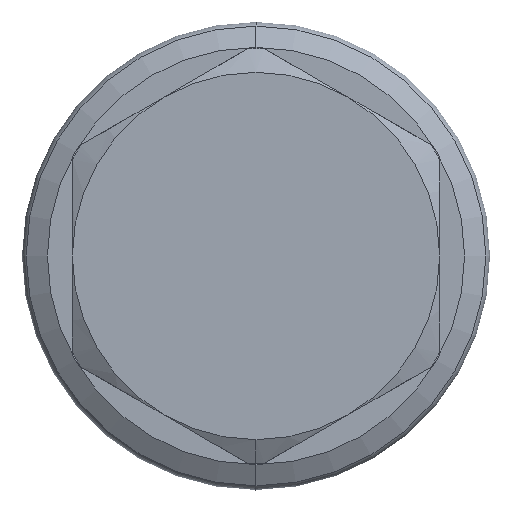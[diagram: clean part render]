
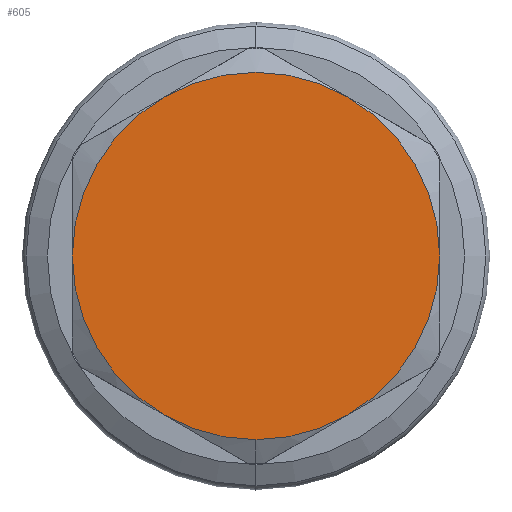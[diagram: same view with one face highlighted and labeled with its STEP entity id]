
A CAD part, left-side view. The second image highlights one B-rep face of the part: STEP entity #605.
In plain terms, the highlighted planar face has unit normal (-1, 0, 0).
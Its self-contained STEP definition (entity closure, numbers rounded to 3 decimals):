
#605 = ADVANCED_FACE ( 'NONE', ( #44472 ), #21953, .F. ) ;
#4291 = CARTESIAN_POINT ( 'NONE',  ( 0., 15.85, 0. ) ) ;
#4737 = ORIENTED_EDGE ( 'NONE', *, *, #40247, .T. ) ;
#4739 = ORIENTED_EDGE ( 'NONE', *, *, #39960, .T. ) ;
#4806 = ORIENTED_EDGE ( 'NONE', *, *, #39010, .T. ) ;
#4825 = ORIENTED_EDGE ( 'NONE', *, *, #40245, .T. ) ;
#4829 = ORIENTED_EDGE ( 'NONE', *, *, #40248, .T. ) ;
#5246 = ORIENTED_EDGE ( 'NONE', *, *, #39959, .T. ) ;
#12843 = EDGE_LOOP ( 'NONE', ( #45937, #4825, #4806, #4737, #4739, #5246, #4829 ) ) ;
#19857 = AXIS2_PLACEMENT_3D ( 'NONE', #29940, #29942, #29944 ) ;
#19868 = AXIS2_PLACEMENT_3D ( 'NONE', #29950, #29952, #29953 ) ;
#19891 = AXIS2_PLACEMENT_3D ( 'NONE', #29932, #29934, #29936 ) ;
#19895 = AXIS2_PLACEMENT_3D ( 'NONE', #37533, #37534, #37535 ) ;
#21945 = DIRECTION ( 'NONE',  ( 0., 0., -1. ) ) ;
#21947 = DIRECTION ( 'NONE',  ( 1., 0., 0. ) ) ;
#21953 = PLANE ( 'NONE',  #36144 ) ;
#21959 = CARTESIAN_POINT ( 'NONE',  ( 0., -15.85, -9.151 ) ) ;
#22854 = CIRCLE ( 'NONE', #19891, 15.85 ) ;
#22858 = CIRCLE ( 'NONE', #19857, 15.85 ) ;
#22859 = CIRCLE ( 'NONE', #19868, 15.85 ) ;
#23110 = CIRCLE ( 'NONE', #25104, 15.85 ) ;
#23112 = CIRCLE ( 'NONE', #25106, 15.85 ) ;
#23113 = CIRCLE ( 'NONE', #25107, 15.85 ) ;
#25104 = AXIS2_PLACEMENT_3D ( 'NONE', #28580, #28582, #28584 ) ;
#25106 = AXIS2_PLACEMENT_3D ( 'NONE', #28596, #28598, #28600 ) ;
#25107 = AXIS2_PLACEMENT_3D ( 'NONE', #28604, #28606, #28608 ) ;
#28580 = CARTESIAN_POINT ( 'NONE',  ( 0., 0., 0. ) ) ;
#28582 = DIRECTION ( 'NONE',  ( -1., 0., 0. ) ) ;
#28584 = DIRECTION ( 'NONE',  ( 0., 0., 1. ) ) ;
#28596 = CARTESIAN_POINT ( 'NONE',  ( 0., 0., 0. ) ) ;
#28598 = DIRECTION ( 'NONE',  ( -1., 0., 0. ) ) ;
#28600 = DIRECTION ( 'NONE',  ( 0., 0., 1. ) ) ;
#28604 = CARTESIAN_POINT ( 'NONE',  ( 0., 0., 0. ) ) ;
#28606 = DIRECTION ( 'NONE',  ( -1., 0., 0. ) ) ;
#28608 = DIRECTION ( 'NONE',  ( 0., 0., 1. ) ) ;
#29932 = CARTESIAN_POINT ( 'NONE',  ( 0., 0., 0. ) ) ;
#29934 = DIRECTION ( 'NONE',  ( -1., 0., 0. ) ) ;
#29936 = DIRECTION ( 'NONE',  ( 0., 0., 1. ) ) ;
#29940 = CARTESIAN_POINT ( 'NONE',  ( 0., 0., 0. ) ) ;
#29942 = DIRECTION ( 'NONE',  ( -1., 0., 0. ) ) ;
#29944 = DIRECTION ( 'NONE',  ( 0., 0., 1. ) ) ;
#29950 = CARTESIAN_POINT ( 'NONE',  ( 0., 0., 0. ) ) ;
#29952 = DIRECTION ( 'NONE',  ( -1., 0., 0. ) ) ;
#29953 = DIRECTION ( 'NONE',  ( 0., 0., 1. ) ) ;
#36144 = AXIS2_PLACEMENT_3D ( 'NONE', #21959, #21947, #21945 ) ;
#37081 = CARTESIAN_POINT ( 'NONE',  ( 0., -7.925, 13.727 ) ) ;
#37121 = CARTESIAN_POINT ( 'NONE',  ( 0., -7.925, -13.727 ) ) ;
#37179 = CARTESIAN_POINT ( 'NONE',  ( 0., 0., -15.85 ) ) ;
#37533 = CARTESIAN_POINT ( 'NONE',  ( 0., 0., 0. ) ) ;
#37534 = DIRECTION ( 'NONE',  ( -1., 0., 0. ) ) ;
#37535 = DIRECTION ( 'NONE',  ( 0., 0., 1. ) ) ;
#38431 = VERTEX_POINT ( 'NONE', #37081 ) ;
#38569 = VERTEX_POINT ( 'NONE', #37121 ) ;
#38666 = VERTEX_POINT ( 'NONE', #37179 ) ;
#39010 = EDGE_CURVE ( 'NONE', #38666, #38569, #45231, .T. ) ;
#39419 = VERTEX_POINT ( 'NONE', #42153 ) ;
#39443 = VERTEX_POINT ( 'NONE', #42178 ) ;
#39519 = VERTEX_POINT ( 'NONE', #42252 ) ;
#39959 = EDGE_CURVE ( 'NONE', #38431, #39443, #22854, .T. ) ;
#39960 = EDGE_CURVE ( 'NONE', #39419, #38431, #22858, .T. ) ;
#39961 = EDGE_CURVE ( 'NONE', #45695, #39519, #22859, .T. ) ;
#40245 = EDGE_CURVE ( 'NONE', #39519, #38666, #23110, .T. ) ;
#40247 = EDGE_CURVE ( 'NONE', #38569, #39419, #23112, .T. ) ;
#40248 = EDGE_CURVE ( 'NONE', #39443, #45695, #23113, .T. ) ;
#42153 = CARTESIAN_POINT ( 'NONE',  ( 0., -15.85, 0. ) ) ;
#42178 = CARTESIAN_POINT ( 'NONE',  ( 0., 7.925, 13.727 ) ) ;
#42252 = CARTESIAN_POINT ( 'NONE',  ( 0., 7.925, -13.727 ) ) ;
#44472 = FACE_OUTER_BOUND ( 'NONE', #12843, .T. ) ;
#45231 = CIRCLE ( 'NONE', #19895, 15.85 ) ;
#45695 = VERTEX_POINT ( 'NONE', #4291 ) ;
#45937 = ORIENTED_EDGE ( 'NONE', *, *, #39961, .T. ) ;
